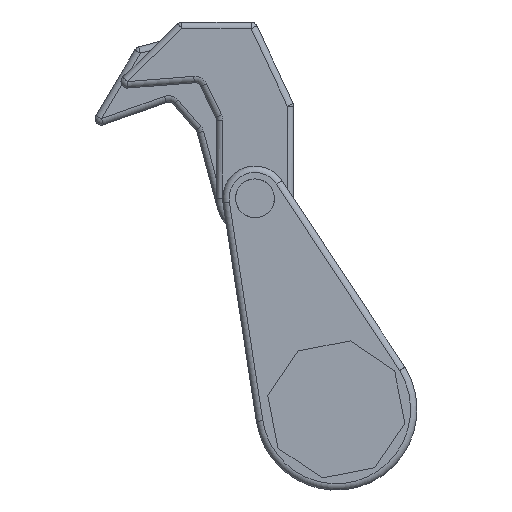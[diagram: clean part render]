
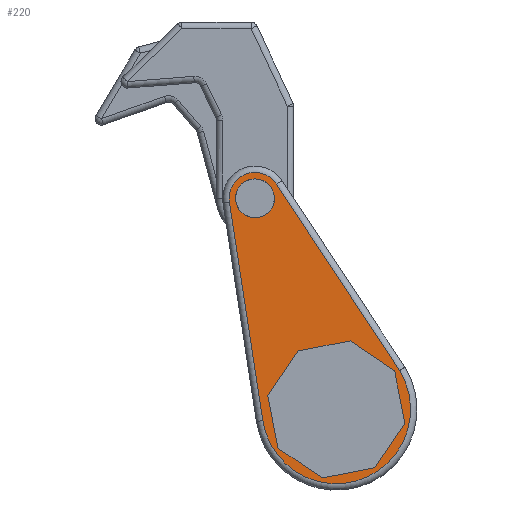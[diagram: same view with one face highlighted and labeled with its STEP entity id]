
A CAD part, front view. The second image highlights one B-rep face of the part: STEP entity #220.
In plain terms, the highlighted planar face has unit normal (0, -1, 0).
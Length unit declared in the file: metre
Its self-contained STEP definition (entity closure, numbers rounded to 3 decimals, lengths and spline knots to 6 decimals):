
#220 = ADVANCED_FACE( '', ( #319, #320, #321 ), #322, .T. );
#319 = FACE_OUTER_BOUND( '', #503, .T. );
#320 = FACE_BOUND( '', #504, .T. );
#321 = FACE_BOUND( '', #505, .T. );
#322 = PLANE( '', #506 );
#503 = EDGE_LOOP( '', ( #736, #737, #738, #739 ) );
#504 = EDGE_LOOP( '', ( #740 ) );
#505 = EDGE_LOOP( '', ( #741 ) );
#506 = AXIS2_PLACEMENT_3D( '', #742, #743, #744 );
#736 = ORIENTED_EDGE( '', *, *, #1280, .T. );
#737 = ORIENTED_EDGE( '', *, *, #1274, .T. );
#738 = ORIENTED_EDGE( '', *, *, #1276, .T. );
#739 = ORIENTED_EDGE( '', *, *, #1299, .T. );
#740 = ORIENTED_EDGE( '', *, *, #1300, .F. );
#741 = ORIENTED_EDGE( '', *, *, #1301, .F. );
#742 = CARTESIAN_POINT( '', ( 0.066717, -0.025, 0. ) );
#743 = DIRECTION( '', ( 0., -1., 0. ) );
#744 = DIRECTION( '', ( 1., 0., 0. ) );
#1274 = EDGE_CURVE( '', #1447, #1452, #1454, .T. );
#1276 = EDGE_CURVE( '', #1452, #1456, #1458, .T. );
#1280 = EDGE_CURVE( '', #1460, #1447, #1464, .T. );
#1299 = EDGE_CURVE( '', #1456, #1460, #1493, .F. );
#1300 = EDGE_CURVE( '', #1494, #1494, #1495, .T. );
#1301 = EDGE_CURVE( '', #1496, #1496, #1497, .T. );
#1447 = VERTEX_POINT( '', #1729 );
#1452 = VERTEX_POINT( '', #1756 );
#1454 = LINE( '', #1758, #1759 );
#1456 = VERTEX_POINT( '', #1761 );
#1458 = CIRCLE( '', #1763, 0.02 );
#1460 = VERTEX_POINT( '', #1765 );
#1464 = CIRCLE( '', #1769, 0.0575 );
#1493 = LINE( '', #1827, #1828 );
#1494 = VERTEX_POINT( '', #1829 );
#1495 = CIRCLE( '', #1830, 0.015 );
#1496 = VERTEX_POINT( '', #1831 );
#1497 = CIRCLE( '', #1832, 0.0375 );
#1729 = CARTESIAN_POINT( '', ( 0.022301, -0.025, -0.052999 ) );
#1756 = CARTESIAN_POINT( '', ( 0.179304, -0.025, 0.019335 ) );
#1758 = CARTESIAN_POINT( '', ( 0.179304, -0.025, 0.019335 ) );
#1759 = VECTOR( '', #2159, 1. );
#1761 = CARTESIAN_POINT( '', ( 0.170935, -0.025, 0.0575 ) );
#1763 = AXIS2_PLACEMENT_3D( '', #2163, #2164, #2165 );
#1765 = CARTESIAN_POINT( '', ( 0., -0.025, 0.0575 ) );
#1769 = AXIS2_PLACEMENT_3D( '', #2175, #2176, #2177 );
#1827 = CARTESIAN_POINT( '', ( 0.066717, -0.025, 0.0575 ) );
#1828 = VECTOR( '', #2213, 1. );
#1829 = CARTESIAN_POINT( '', ( 0.185935, -0.025, 0.0375 ) );
#1830 = AXIS2_PLACEMENT_3D( '', #2214, #2215, #2216 );
#1831 = CARTESIAN_POINT( '', ( 0.0375, -0.025, 0. ) );
#1832 = AXIS2_PLACEMENT_3D( '', #2217, #2218, #2219 );
#2159 = DIRECTION( '', ( 0.908, 0., 0.418 ) );
#2163 = CARTESIAN_POINT( '', ( 0.170935, -0.025, 0.0375 ) );
#2164 = DIRECTION( '', ( 0., -1., 0. ) );
#2165 = DIRECTION( '', ( 0., 0., -1. ) );
#2175 = CARTESIAN_POINT( '', ( 0., -0.025, 0. ) );
#2176 = DIRECTION( '', ( 0., -1., 0. ) );
#2177 = DIRECTION( '', ( 0., 0., -1. ) );
#2213 = DIRECTION( '', ( 1., 0., 0. ) );
#2214 = CARTESIAN_POINT( '', ( 0.170935, -0.025, 0.0375 ) );
#2215 = DIRECTION( '', ( 0., -1., 0. ) );
#2216 = DIRECTION( '', ( 1., 0., 0. ) );
#2217 = CARTESIAN_POINT( '', ( 0., -0.025, 0. ) );
#2218 = DIRECTION( '', ( 0., -1., 0. ) );
#2219 = DIRECTION( '', ( 1., 0., 0. ) );
